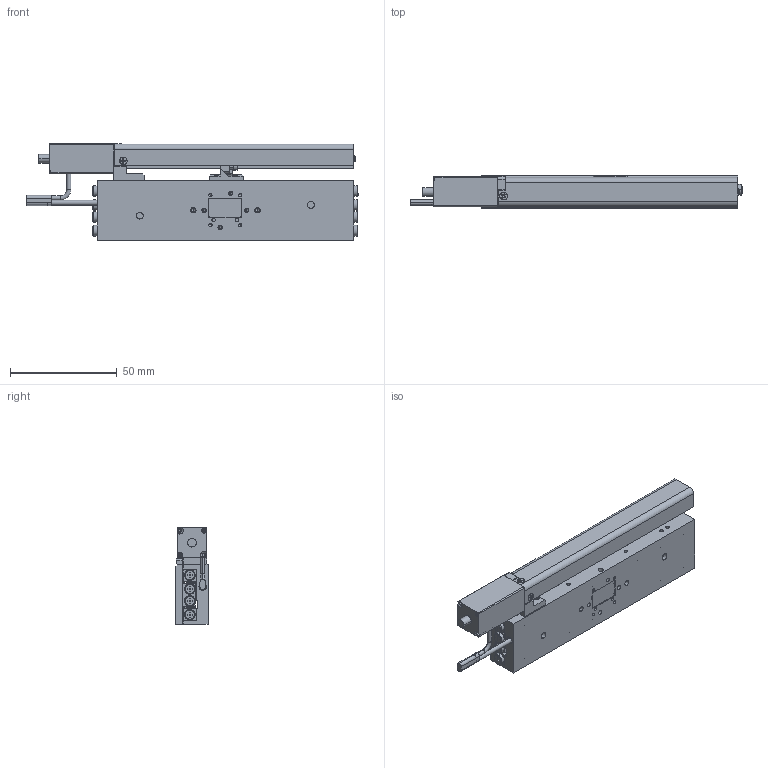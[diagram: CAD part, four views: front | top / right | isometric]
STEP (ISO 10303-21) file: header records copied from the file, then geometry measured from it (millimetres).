
FILE_DESCRIPTION (( 'STEP AP214' ), '1' );
FILE_NAME ('PPS-28-24016.STEP', '2023-08-08T17:18:53', ( '' ), ( '' ), 'SwSTEP 2.0', 'SolidWorks 2023', '' );
FILE_SCHEMA (( 'AUTOMOTIVE_DESIGN' ));
Length unit declared in the file: millimetre
Products named in the file (21): SCREW, MS-PFH, E-NR_1-72 x 1''8in; SCREW, SHCS-S, M-DIN_M2 x 0.4 x 06mm; 430717 PPS-28 Stepper Motor Bracket, Sanyo Motor; 430438 PPS 28, Back Cover, NJ8x13; 110182 Sanyo motor 14mm_shortened shaft; NB Slide Way SVW 2000 Center Way_SVW 2120; PPS-28, Carriage, Master Part_120; SCREW, SHCS-F, M-DIN_M3 x 0.5 x 06mm; NB Slide Way SVW 2000 Rail_SVW 2120; NB Slide Way SVW 2000 Cage_SVW 2120-21Z; Set Screw, Cup-H, E-ASME_E1-72 x 1''16; 130221 Leadscrew, Standard Shaft, M3x0.2_111mm; 430718 PPS-28 Leadscrew Nut Bracket, Sanyo Motor; PPS-28-24016; 130161 Bearing, NB, Slide Way, SVW 2000_SVW 2120-21Z (Rigid at Center); SCREW, MS-PPH, M-JCIS_M2.5 x 0.45 x 6mm; 430719 PPS-20 & 28 Leadscrew Cover, Sanyo Motor_PPS-28, 120; SCREW, MS-PPH, M-JCIS_M1 x 0.25 x 5mm; 130221 Leadscrew Nut, PPS-20SM, Kozak M3x0.2mm; PPS-28, Base, Master Part_L120mm, 2 Motors, No Ears ; Limit Switch and Motor Cable_SILVER LIMIT+MOTOR
Assembly tree (55 placements, depth 3):
  PPS-28-24016
    PPS-28, Base, Master Part_L120mm, 2 Motors, No Ears 
    430438 PPS 28, Back Cover, NJ8x13
    PPS-28, Carriage, Master Part_120
    SCREW, SHCS-F, M-DIN_M3 x 0.5 x 06mm  x8
    130161 Bearing, NB, Slide Way, SVW 2000_SVW 2120-21Z (Rigid at Center)
      NB Slide Way SVW 2000 Rail_SVW 2120  x2
      NB Slide Way SVW 2000 Center Way_SVW 2120
      NB Slide Way SVW 2000 Cage_SVW 2120-21Z  x2
    SCREW, MS-PPH, M-JCIS_M2.5 x 0.45 x 6mm  x16
    Set Screw, Cup-H, E-ASME_E1-72 x 1''16  x8
    130221 Leadscrew Nut, PPS-20SM, Kozak M3x0.2mm
    130221 Leadscrew, Standard Shaft, M3x0.2_111mm
    430719 PPS-20 & 28 Leadscrew Cover, Sanyo Motor_PPS-28, 120
    SCREW, MS-PFH, E-NR_1-72 x 1''8in  x3
    SCREW, MS-PPH, M-JCIS_M1 x 0.25 x 5mm  x2
    430717 PPS-28 Stepper Motor Bracket, Sanyo Motor
    110182 Sanyo motor 14mm_shortened shaft
    430718 PPS-28 Leadscrew Nut Bracket, Sanyo Motor
    SCREW, SHCS-S, M-DIN_M2 x 0.4 x 06mm  x2
    Limit Switch and Motor Cable_SILVER LIMIT+MOTOR
Bounding box: 155.25 x 15 x 45.1 mm (x, y, z)
Volume: 54572.4 mm3; surface area: 52550.6 mm2
Topology: 56 solids, 56 shells, 2657 faces, 6481 edges, 3962 vertices
Faces by surface type: plane 1086, cylinder 917, cone 528, torus 126
Entity records: 42910 total; most frequent: CARTESIAN_POINT 7647, DIRECTION 7619, ORIENTED_EDGE 6786, EDGE_CURVE 3393, AXIS2_PLACEMENT_3D 2884, VERTEX_POINT 2181, LINE 1851, VECTOR 1851
